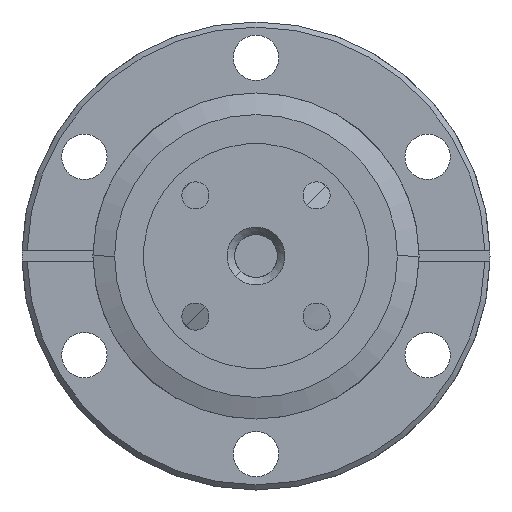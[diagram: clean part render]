
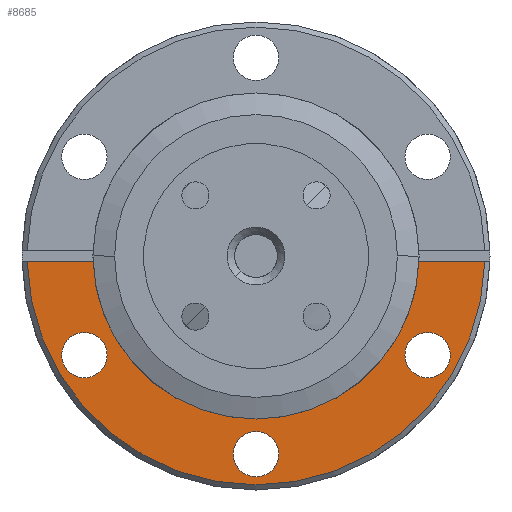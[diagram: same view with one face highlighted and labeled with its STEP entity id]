
A CAD part, left-side view. The second image highlights one B-rep face of the part: STEP entity #8685.
In plain terms, the highlighted planar face has unit normal (-1, 0, 0).
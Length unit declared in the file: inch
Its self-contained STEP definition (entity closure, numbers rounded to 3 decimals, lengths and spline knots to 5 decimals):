
#2478 = CARTESIAN_POINT ( 'NONE',  ( 0.5, 1.365, 0. ) ) ;
#2487 = DIRECTION ( 'NONE',  ( 0., 1., 0. ) ) ;
#2488 = DIRECTION ( 'NONE',  ( 1., 0., 0. ) ) ;
#2500 = PLANE ( 'NONE',  #2899 ) ;
#2566 = EDGE_LOOP ( 'NONE', ( #3739, #3740 ) ) ;
#2578 = EDGE_LOOP ( 'NONE', ( #3747, #3748 ) ) ;
#2585 = EDGE_LOOP ( 'NONE', ( #3741, #3742 ) ) ;
#2587 = EDGE_LOOP ( 'NONE', ( #3743, #3744, #3745, #3746 ) ) ;
#2899 = AXIS2_PLACEMENT_3D ( 'NONE', #2478, #2488, #2487 ) ;
#3028 = DIRECTION ( 'NONE',  ( 0., 0., 1. ) ) ;
#3029 = DIRECTION ( 'NONE',  ( -1., 0., 0. ) ) ;
#3034 = DIRECTION ( 'NONE',  ( 0., 0., 1. ) ) ;
#3035 = DIRECTION ( 'NONE',  ( -1., 0., 0. ) ) ;
#3037 = CARTESIAN_POINT ( 'NONE',  ( 0.5, 0., -1.156 ) ) ;
#3042 = DIRECTION ( 'NONE',  ( 0., 0., 1. ) ) ;
#3043 = DIRECTION ( 'NONE',  ( -1., 0., 0. ) ) ;
#3045 = CARTESIAN_POINT ( 'NONE',  ( 0.5, 1.00113, -0.578 ) ) ;
#3050 = CARTESIAN_POINT ( 'NONE',  ( 0.5, -1.00113, -0.578 ) ) ;
#3056 = DIRECTION ( 'NONE',  ( 0., -1., 0. ) ) ;
#3057 = CARTESIAN_POINT ( 'NONE',  ( 0.5, -1.38335, -0.03 ) ) ;
#3060 = DIRECTION ( 'NONE',  ( 0., -1., 0. ) ) ;
#3061 = CARTESIAN_POINT ( 'NONE',  ( 0.5, 1.38335, -0.03 ) ) ;
#3066 = DIRECTION ( 'NONE',  ( 0., 1., 0. ) ) ;
#3067 = DIRECTION ( 'NONE',  ( -1., 0., 0. ) ) ;
#3074 = CARTESIAN_POINT ( 'NONE',  ( 0.5, 0., 0. ) ) ;
#3322 = CARTESIAN_POINT ( 'NONE',  ( 0.5, -1.00113, -0.4455 ) ) ;
#3338 = CARTESIAN_POINT ( 'NONE',  ( 0.5, 1.33466, -0.03 ) ) ;
#3370 = CARTESIAN_POINT ( 'NONE',  ( 0.5, -1.33466, -0.03 ) ) ;
#3374 = CARTESIAN_POINT ( 'NONE',  ( 0.5, -1.00113, -0.7105 ) ) ;
#3739 = ORIENTED_EDGE ( 'NONE', *, *, #8390, .F. ) ;
#3740 = ORIENTED_EDGE ( 'NONE', *, *, #8353, .F. ) ;
#3741 = ORIENTED_EDGE ( 'NONE', *, *, #8392, .F. ) ;
#3742 = ORIENTED_EDGE ( 'NONE', *, *, #8321, .F. ) ;
#3743 = ORIENTED_EDGE ( 'NONE', *, *, #8381, .T. ) ;
#3744 = ORIENTED_EDGE ( 'NONE', *, *, #8385, .F. ) ;
#3745 = ORIENTED_EDGE ( 'NONE', *, *, #8333, .F. ) ;
#3746 = ORIENTED_EDGE ( 'NONE', *, *, #8383, .F. ) ;
#3747 = ORIENTED_EDGE ( 'NONE', *, *, #8388, .F. ) ;
#3748 = ORIENTED_EDGE ( 'NONE', *, *, #8349, .F. ) ;
#4582 = FACE_BOUND ( 'NONE', #2566, .T. ) ;
#4591 = FACE_BOUND ( 'NONE', #2585, .T. ) ;
#4593 = FACE_OUTER_BOUND ( 'NONE', #2587, .T. ) ;
#4595 = FACE_BOUND ( 'NONE', #2578, .T. ) ;
#4698 = DIRECTION ( 'NONE',  ( 0., 0., 1. ) ) ;
#4701 = DIRECTION ( 'NONE',  ( -1., 0., 0. ) ) ;
#4702 = CARTESIAN_POINT ( 'NONE',  ( 0.5, 1.00113, -0.578 ) ) ;
#4715 = DIRECTION ( 'NONE',  ( 0., 0., 1. ) ) ;
#4718 = DIRECTION ( 'NONE',  ( -1., 0., 0. ) ) ;
#4720 = CARTESIAN_POINT ( 'NONE',  ( 0.5, -1.00113, -0.578 ) ) ;
#4773 = DIRECTION ( 'NONE',  ( 0., -1., 0. ) ) ;
#4775 = DIRECTION ( 'NONE',  ( -1., 0., 0. ) ) ;
#4777 = CARTESIAN_POINT ( 'NONE',  ( 0.5, 0., 0. ) ) ;
#4793 = DIRECTION ( 'NONE',  ( 0., 0., 1. ) ) ;
#4804 = DIRECTION ( 'NONE',  ( -1., 0., 0. ) ) ;
#5333 = CARTESIAN_POINT ( 'NONE',  ( 0.5, 0., -1.156 ) ) ;
#5926 = AXIS2_PLACEMENT_3D ( 'NONE', #3037, #3029, #3028 ) ;
#5928 = AXIS2_PLACEMENT_3D ( 'NONE', #3050, #3043, #3042 ) ;
#5930 = AXIS2_PLACEMENT_3D ( 'NONE', #3074, #3067, #3066 ) ;
#5935 = AXIS2_PLACEMENT_3D ( 'NONE', #3045, #3035, #3034 ) ;
#5945 = AXIS2_PLACEMENT_3D ( 'NONE', #4702, #4701, #4698 ) ;
#5948 = AXIS2_PLACEMENT_3D ( 'NONE', #4720, #4718, #4715 ) ;
#5953 = AXIS2_PLACEMENT_3D ( 'NONE', #4777, #4775, #4773 ) ;
#5961 = AXIS2_PLACEMENT_3D ( 'NONE', #5333, #4804, #4793 ) ;
#6227 = CARTESIAN_POINT ( 'NONE',  ( 0.5, 1.00113, -0.7105 ) ) ;
#6251 = CARTESIAN_POINT ( 'NONE',  ( 0.5, 1.00113, -0.4455 ) ) ;
#6252 = CARTESIAN_POINT ( 'NONE',  ( 0.5, 0., -1.2885 ) ) ;
#6266 = CARTESIAN_POINT ( 'NONE',  ( 0.5, 0.95053, -0.03 ) ) ;
#6280 = CARTESIAN_POINT ( 'NONE',  ( 0.5, -0.95053, -0.03 ) ) ;
#6458 = VERTEX_POINT ( 'NONE', #6280 ) ;
#6493 = CARTESIAN_POINT ( 'NONE',  ( 0.5, 0., -1.0235 ) ) ;
#6586 = VERTEX_POINT ( 'NONE', #6266 ) ;
#6745 = VERTEX_POINT ( 'NONE', #6252 ) ;
#6756 = VERTEX_POINT ( 'NONE', #6251 ) ;
#6965 = VERTEX_POINT ( 'NONE', #6227 ) ;
#7130 = VERTEX_POINT ( 'NONE', #6493 ) ;
#8321 = EDGE_CURVE ( 'NONE', #6745, #7130, #9160, .T. ) ;
#8333 = EDGE_CURVE ( 'NONE', #6586, #6458, #9176, .T. ) ;
#8349 = EDGE_CURVE ( 'NONE', #8862, #8810, #9199, .T. ) ;
#8353 = EDGE_CURVE ( 'NONE', #6965, #6756, #9205, .T. ) ;
#8381 = EDGE_CURVE ( 'NONE', #8826, #8858, #9242, .T. ) ;
#8383 = EDGE_CURVE ( 'NONE', #8826, #6586, #9243, .T. ) ;
#8385 = EDGE_CURVE ( 'NONE', #6458, #8858, #9246, .T. ) ;
#8388 = EDGE_CURVE ( 'NONE', #8810, #8862, #9248, .T. ) ;
#8390 = EDGE_CURVE ( 'NONE', #6756, #6965, #9250, .T. ) ;
#8392 = EDGE_CURVE ( 'NONE', #7130, #6745, #9252, .T. ) ;
#8685 = ADVANCED_FACE ( 'NONE', ( #4582, #4591, #4593, #4595 ), #2500, .F. ) ;
#8810 = VERTEX_POINT ( 'NONE', #3322 ) ;
#8826 = VERTEX_POINT ( 'NONE', #3338 ) ;
#8858 = VERTEX_POINT ( 'NONE', #3370 ) ;
#8862 = VERTEX_POINT ( 'NONE', #3374 ) ;
#9160 = CIRCLE ( 'NONE', #5961, 0.1325 ) ;
#9176 = CIRCLE ( 'NONE', #5953, 0.951 ) ;
#9199 = CIRCLE ( 'NONE', #5948, 0.1325 ) ;
#9205 = CIRCLE ( 'NONE', #5945, 0.1325 ) ;
#9242 = CIRCLE ( 'NONE', #5930, 1.335 ) ;
#9243 = LINE ( 'NONE', #3061, #9244 ) ;
#9244 = VECTOR ( 'NONE', #3060, 39.37008 ) ;
#9246 = LINE ( 'NONE', #3057, #9247 ) ;
#9247 = VECTOR ( 'NONE', #3056, 39.37008 ) ;
#9248 = CIRCLE ( 'NONE', #5928, 0.1325 ) ;
#9250 = CIRCLE ( 'NONE', #5935, 0.1325 ) ;
#9252 = CIRCLE ( 'NONE', #5926, 0.1325 ) ;
